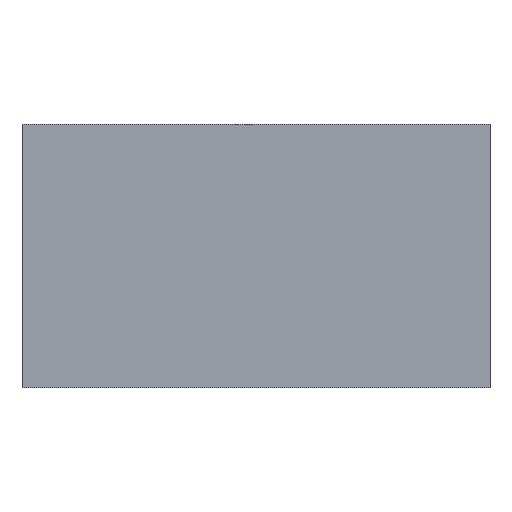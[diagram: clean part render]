
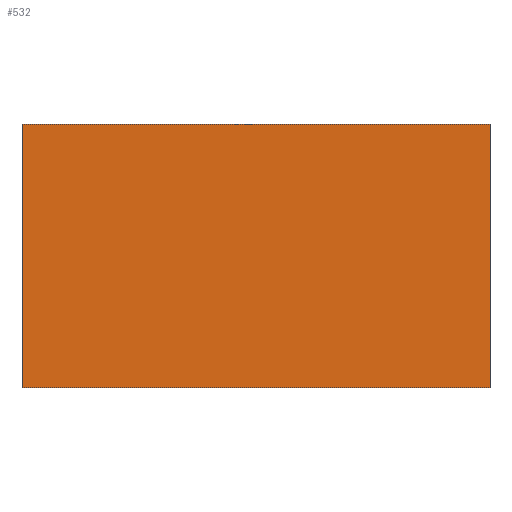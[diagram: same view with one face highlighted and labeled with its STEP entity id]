
A CAD part, front view. The second image highlights one B-rep face of the part: STEP entity #532.
In plain terms, the highlighted planar face has unit normal (0, -1, 0).
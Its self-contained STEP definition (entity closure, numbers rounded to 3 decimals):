
#28=FACE_OUTER_BOUND('',#60,.T.);
#60=EDGE_LOOP('',(#385,#386,#387,#388));
#97=LINE('',#772,#169);
#105=LINE('',#788,#177);
#107=LINE('',#791,#179);
#108=LINE('',#792,#180);
#169=VECTOR('',#628,10.);
#177=VECTOR('',#642,10.);
#179=VECTOR('',#646,10.);
#180=VECTOR('',#647,10.);
#238=VERTEX_POINT('',#769);
#239=VERTEX_POINT('',#771);
#243=VERTEX_POINT('',#785);
#244=VERTEX_POINT('',#787);
#289=EDGE_CURVE('',#238,#239,#97,.T.);
#297=EDGE_CURVE('',#244,#243,#105,.T.);
#299=EDGE_CURVE('',#238,#244,#107,.T.);
#300=EDGE_CURVE('',#239,#243,#108,.T.);
#385=ORIENTED_EDGE('',*,*,#299,.T.);
#386=ORIENTED_EDGE('',*,*,#297,.T.);
#387=ORIENTED_EDGE('',*,*,#300,.F.);
#388=ORIENTED_EDGE('',*,*,#289,.F.);
#500=PLANE('',#581);
#532=ADVANCED_FACE('',(#28),#500,.T.);
#581=AXIS2_PLACEMENT_3D('',#790,#644,#645);
#628=DIRECTION('',(0.,0.,1.));
#642=DIRECTION('',(0.,0.,1.));
#644=DIRECTION('center_axis',(0.,-1.,0.));
#645=DIRECTION('ref_axis',(1.,0.,0.));
#646=DIRECTION('',(1.,0.,0.));
#647=DIRECTION('',(1.,0.,0.));
#769=CARTESIAN_POINT('',(-0.4,-0.8,0.));
#771=CARTESIAN_POINT('',(-0.4,-0.8,0.45));
#772=CARTESIAN_POINT('',(-0.4,-0.8,0.));
#785=CARTESIAN_POINT('',(0.4,-0.8,0.45));
#787=CARTESIAN_POINT('',(0.4,-0.8,0.));
#788=CARTESIAN_POINT('',(0.4,-0.8,0.));
#790=CARTESIAN_POINT('Origin',(-0.4,-0.8,0.));
#791=CARTESIAN_POINT('',(-0.4,-0.8,0.));
#792=CARTESIAN_POINT('',(-0.4,-0.8,0.45));
